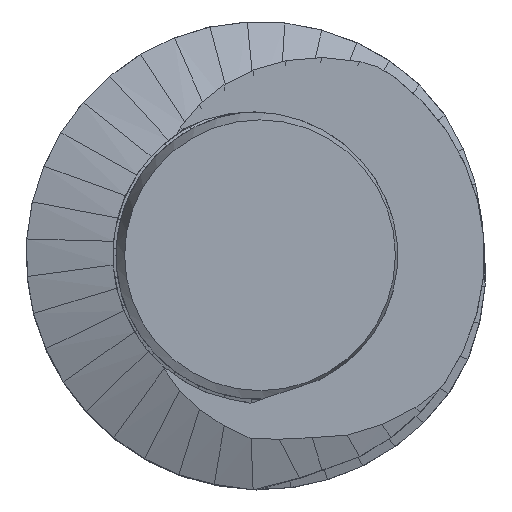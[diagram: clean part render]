
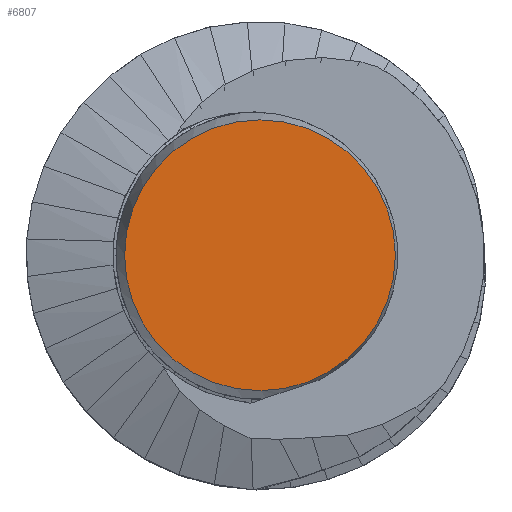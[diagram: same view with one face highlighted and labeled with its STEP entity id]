
A CAD part, top view. The second image highlights one B-rep face of the part: STEP entity #6807.
In plain terms, the highlighted planar face has unit normal (0, 0, 1).
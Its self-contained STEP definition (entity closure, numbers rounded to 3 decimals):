
#741 = CONICAL_SURFACE('',#742,2.1,0.029);
#742 = AXIS2_PLACEMENT_3D('',#743,#744,#745);
#743 = CARTESIAN_POINT('',(0.,0.,3.411));
#744 = DIRECTION('',(0.,0.,1.));
#745 = DIRECTION('',(1.,0.,-0.));
#3662 = VERTEX_POINT('',#3663);
#3663 = CARTESIAN_POINT('',(2.111,0.,3.8));
#3686 = EDGE_CURVE('',#3662,#3662,#3687,.T.);
#3687 = SURFACE_CURVE('',#3688,(#3693,#3700),.PCURVE_S1.);
#3688 = CIRCLE('',#3689,2.111);
#3689 = AXIS2_PLACEMENT_3D('',#3690,#3691,#3692);
#3690 = CARTESIAN_POINT('',(0.,0.,3.8));
#3691 = DIRECTION('',(0.,0.,1.));
#3692 = DIRECTION('',(1.,0.,-0.));
#3693 = PCURVE('',#741,#3694);
#3694 = DEFINITIONAL_REPRESENTATION('',(#3695),#3699);
#3695 = LINE('',#3696,#3697);
#3696 = CARTESIAN_POINT('',(0.,0.389));
#3697 = VECTOR('',#3698,1.);
#3698 = DIRECTION('',(1.,0.));
#3699 = ( GEOMETRIC_REPRESENTATION_CONTEXT(2) 
PARAMETRIC_REPRESENTATION_CONTEXT() REPRESENTATION_CONTEXT('2D SPACE',''
  ) );
#3700 = PCURVE('',#3701,#3706);
#3701 = PLANE('',#3702);
#3702 = AXIS2_PLACEMENT_3D('',#3703,#3704,#3705);
#3703 = CARTESIAN_POINT('',(-7.,-7.,3.8));
#3704 = DIRECTION('',(0.,0.,1.));
#3705 = DIRECTION('',(1.,0.,0.));
#3706 = DEFINITIONAL_REPRESENTATION('',(#3707),#3711);
#3707 = CIRCLE('',#3708,2.111);
#3708 = AXIS2_PLACEMENT_2D('',#3709,#3710);
#3709 = CARTESIAN_POINT('',(7.,7.));
#3710 = DIRECTION('',(1.,0.));
#3711 = ( GEOMETRIC_REPRESENTATION_CONTEXT(2) 
PARAMETRIC_REPRESENTATION_CONTEXT() REPRESENTATION_CONTEXT('2D SPACE',''
  ) );
#6807 = ADVANCED_FACE('',(#6808),#3701,.T.);
#6808 = FACE_BOUND('',#6809,.T.);
#6809 = EDGE_LOOP('',(#6810));
#6810 = ORIENTED_EDGE('',*,*,#3686,.T.);
